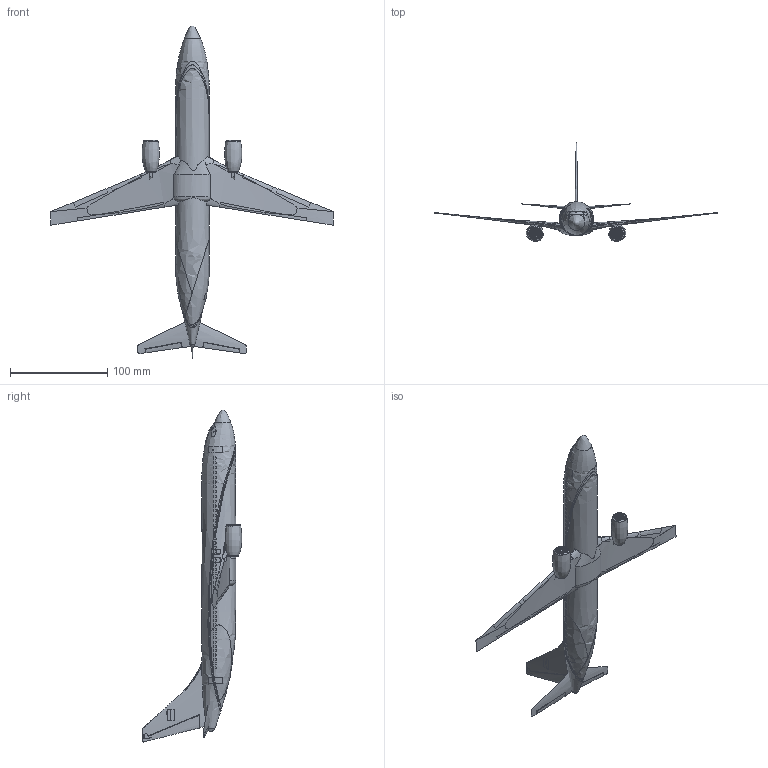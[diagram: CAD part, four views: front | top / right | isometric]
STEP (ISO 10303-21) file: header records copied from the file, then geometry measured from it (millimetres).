
FILE_DESCRIPTION(('FreeCAD Model'),'2;1');
FILE_NAME('Open CASCADE Shape Model','2025-04-27T14:32:10',('FreeCAD'),( 'FreeCAD'),'Open CASCADE STEP processor 7.6','FreeCAD','Unknown');
FILE_SCHEMA(('AUTOMOTIVE_DESIGN { 1 0 10303 214 1 1 1 1 }'));
Products named in the file (1): Open CASCADE STEP translator 7.6 1
Bounding box: 290.5 x 102.05 x 341.49 mm (x, y, z)
Volume: 295125.6 mm3; surface area: 166217.3 mm2
Topology: 146 solids, 146 shells, 1888 faces, 4928 edges, 3305 vertices
Faces by surface type: bspline 1888
Entity records: 138483 total; most frequent: CARTESIAN_POINT 108358, ORIENTED_EDGE 9820, EDGE_CURVE 4910, B_SPLINE_CURVE_WITH_KNOTS 4539, VERTEX_POINT 3305, FACE_BOUND 2030, EDGE_LOOP 2030, ADVANCED_FACE 1888
